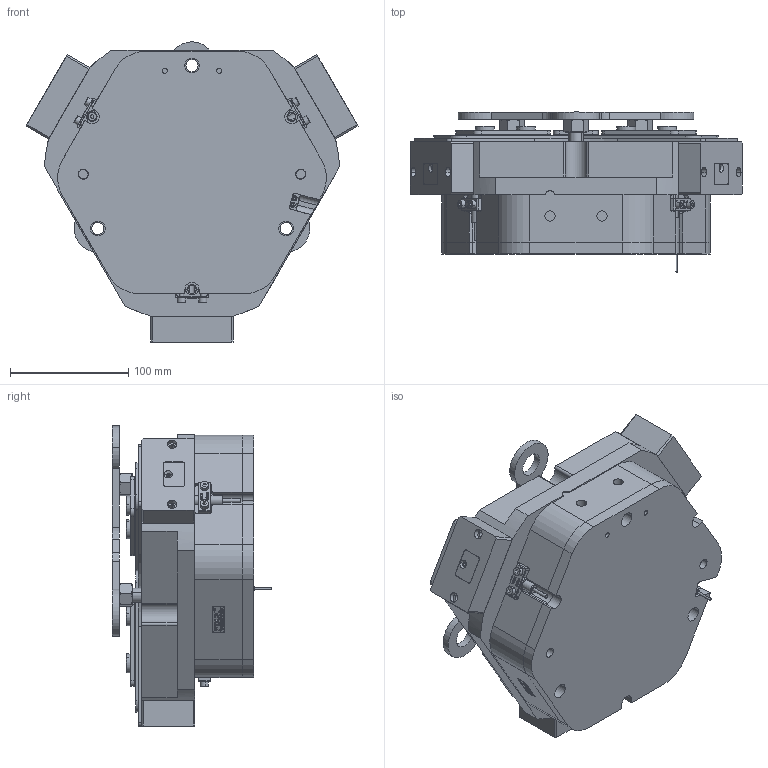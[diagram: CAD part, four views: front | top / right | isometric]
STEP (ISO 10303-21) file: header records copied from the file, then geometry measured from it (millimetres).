
FILE_DESCRIPTION (( 'STEP AP203' ), '1' );
FILE_NAME ('FZ160-250-C30-P.STEP', '2025-03-31T08:10:21', ( 'USER-' ), ( 'Microsoft' ), 'SwSTEP 2.0', 'SolidWorks 2018', '' );
FILE_SCHEMA (( 'CONFIG_CONTROL_DESIGN' ));
Length unit declared in the file: millimetre
Products named in the file (26): FZ160-250-M-07 奻猾裔; GBT 6170M12.stp; 芢蹋啣; FZ160-250-M-02 賑輸; 160滅鳥; 晚假蚾輸B.step; FZ160-250-M-10 忒硌薊啣; 翐种杶 ; ﾏ擎ﾗ16｡ﾁ12｡ﾁ8; FZ160-250-C30-P; 棠羲換覜ん; -P; FZ160-250-M-05 菁裔啣; 电容传感器8x30接近开关; FZ160-250-M-01 褲极; 内六角圆柱头螺钉[GBT70_1-2008][M4×16]; 耜猾裔啣; FZ160-250-M-13 耜猾极; 20241226-M4 M4換覜ん揤輸.step; -C30; 内六角圆柱头螺钉[GBT70_1-2008][M3×12]; 25x10-R1.5; FZ160-250-M-08 滅鳥裔啣; FZ160-250-M-09 痄雄結啣; FZ160-250-M-11 芢裝; FZ160-250-M-06 芢啣裔
Assembly tree (66 placements, depth 3):
  FZ160-250-C30-P
    FZ160-250-M-01 褲极
    FZ160-250-M-02 賑輸  x3
    FZ160-250-M-05 菁裔啣
    FZ160-250-M-07 奻猾裔
    FZ160-250-M-06 芢啣裔  x3
    翐种杶   x6
    20241226-M4 M4換覜ん揤輸.step  x3
    晚假蚾輸B.step  x3
    内六角圆柱头螺钉[GBT70_1-2008][M3×12]  x6
    内六角圆柱头螺钉[GBT70_1-2008][M4×16]  x6
    电容传感器8x30接近开关
    25x10-R1.5
    棠羲換覜ん  x2
    -P
      ﾏ擎ﾗ16｡ﾁ12｡ﾁ8  x6
    -C30
      FZ160-250-M-11 芢裝  x3
      GBT 6170M12.stp  x3
      芢蹋啣
    160滅鳥
      FZ160-250-M-08 滅鳥裔啣
      FZ160-250-M-13 耜猾极  x3
      FZ160-250-M-09 痄雄結啣  x3
      FZ160-250-M-10 忒硌薊啣  x3
      耜猾裔啣  x3
Bounding box: 280.95 x 135.16 x 253.95 mm (x, y, z)
Volume: 3726274.7 mm3; surface area: 549922.5 mm2
Topology: 63 solids, 71 shells, 3233 faces, 8434 edges, 5424 vertices
Faces by surface type: plane 1511, cylinder 830, bspline 490, cone 354, torus 48
Entity records: 70215 total; most frequent: CARTESIAN_POINT 21507, ORIENTED_EDGE 9662, DIRECTION 8659, EDGE_CURVE 4831, VERTEX_POINT 3148, VECTOR 3087, LINE 3087, AXIS2_PLACEMENT_3D 2786
